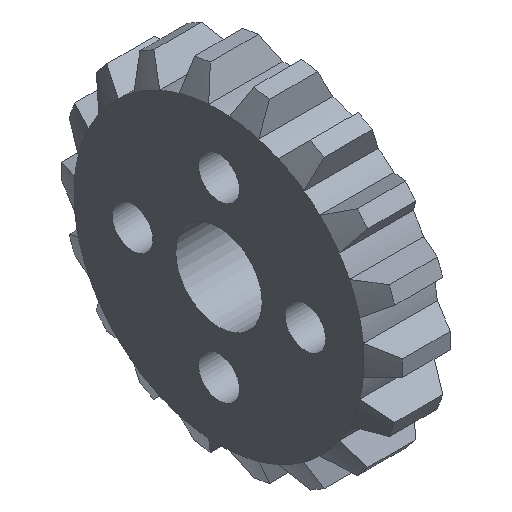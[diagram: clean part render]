
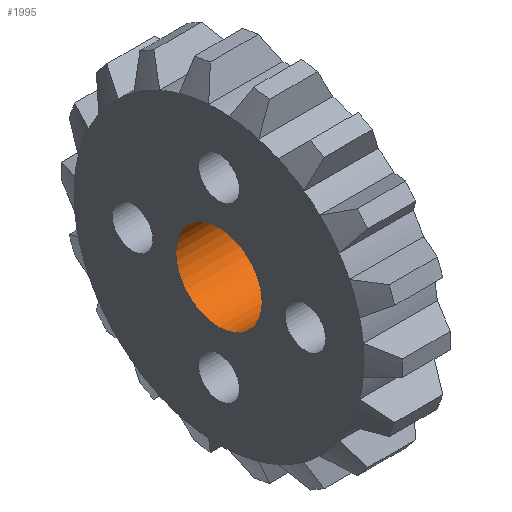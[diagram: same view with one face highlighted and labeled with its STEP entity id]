
A CAD part, isometric view. The second image highlights one B-rep face of the part: STEP entity #1995.
In plain terms, the highlighted cylindrical face has radius 3.5 mm (diameter 7 mm), a full revolution.
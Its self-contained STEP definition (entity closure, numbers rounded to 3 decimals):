
#80=CYLINDRICAL_SURFACE('',#2275,3.5);
#179=LINE('',#3649,#264);
#264=VECTOR('',#2892,3.5);
#451=FACE_OUTER_BOUND('',#592,.T.);
#592=EDGE_LOOP('',(#1821,#1822,#1823,#1824));
#683=CIRCLE('',#2200,3.5);
#706=CIRCLE('',#2241,3.5);
#942=VERTEX_POINT('',#3539);
#947=VERTEX_POINT('',#3585);
#1198=EDGE_CURVE('',#942,#942,#683,.T.);
#1221=EDGE_CURVE('',#947,#947,#706,.T.);
#1250=EDGE_CURVE('',#942,#947,#179,.T.);
#1821=ORIENTED_EDGE('',*,*,#1198,.T.);
#1822=ORIENTED_EDGE('',*,*,#1250,.T.);
#1823=ORIENTED_EDGE('',*,*,#1221,.F.);
#1824=ORIENTED_EDGE('',*,*,#1250,.F.);
#1995=ADVANCED_FACE('',(#451),#80,.F.);
#2200=AXIS2_PLACEMENT_3D('',#3540,#2728,#2729);
#2241=AXIS2_PLACEMENT_3D('',#3586,#2810,#2811);
#2275=AXIS2_PLACEMENT_3D('',#3648,#2890,#2891);
#2728=DIRECTION('center_axis',(1.,0.,0.));
#2729=DIRECTION('ref_axis',(0.,0.,-1.));
#2810=DIRECTION('center_axis',(1.,0.,0.));
#2811=DIRECTION('ref_axis',(0.,0.,-1.));
#2890=DIRECTION('center_axis',(-1.,0.,0.));
#2891=DIRECTION('ref_axis',(0.,0.,-1.));
#2892=DIRECTION('',(-1.,0.,0.));
#3539=CARTESIAN_POINT('',(64.,0.,3.5));
#3540=CARTESIAN_POINT('Origin',(64.,0.,0.));
#3585=CARTESIAN_POINT('',(58.,0.,3.5));
#3586=CARTESIAN_POINT('Origin',(58.,0.,0.));
#3648=CARTESIAN_POINT('Origin',(61.,0.,0.));
#3649=CARTESIAN_POINT('',(61.,0.,3.5));
